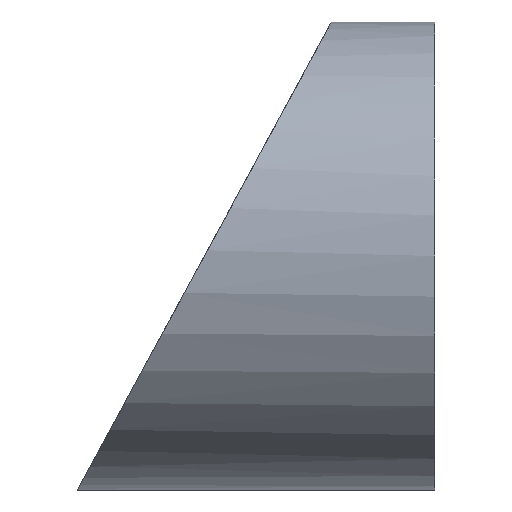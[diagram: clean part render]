
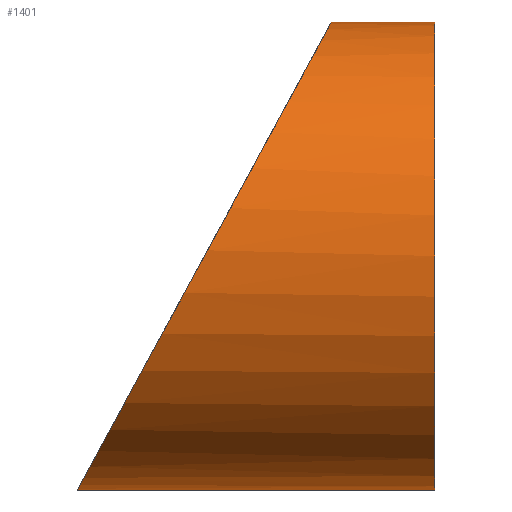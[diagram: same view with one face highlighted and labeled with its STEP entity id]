
A CAD part, left-side view. The second image highlights one B-rep face of the part: STEP entity #1401.
In plain terms, the highlighted cylindrical face has radius 6 mm (diameter 12 mm), a partial arc.
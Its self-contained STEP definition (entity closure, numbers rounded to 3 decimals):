
#200 = CARTESIAN_POINT ( 'NONE',  ( 0., 0., 6. ) ) ;
#459 = VERTEX_POINT ( 'NONE', #200 ) ;
#776 = VECTOR ( 'NONE', #2605, 1000. ) ;
#1259 = CARTESIAN_POINT ( 'NONE',  ( 0., 15., 6. ) ) ;
#1350 = EDGE_CURVE ( 'NONE', #7890, #9695, #13490, .T. ) ;
#1401 = ADVANCED_FACE ( 'NONE', ( #9020 ), #10685, .T. ) ;
#2605 = DIRECTION ( 'NONE',  ( 0., -1., 0. ) ) ;
#2688 = AXIS2_PLACEMENT_3D ( 'NONE', #3980, #7255, #4021 ) ;
#2885 = CARTESIAN_POINT ( 'NONE',  ( 0., 2.643, 6. ) ) ;
#2969 = CARTESIAN_POINT ( 'NONE',  ( -12., 9.157, -6. ) ) ;
#3062 = LINE ( 'NONE', #1259, #8640 ) ;
#3240 = ORIENTED_EDGE ( 'NONE', *, *, #8103, .T. ) ;
#3696 = CARTESIAN_POINT ( 'NONE',  ( 0., 15., -6. ) ) ;
#3920 = CARTESIAN_POINT ( 'NONE',  ( 0., 9.157, -6. ) ) ;
#3980 = CARTESIAN_POINT ( 'NONE',  ( 0., 0., 0. ) ) ;
#4021 = DIRECTION ( 'NONE',  ( 0., 0., 1. ) ) ;
#4963 = CARTESIAN_POINT ( 'NONE',  ( -12., 2.643, 6. ) ) ;
#6210 = CIRCLE ( 'NONE', #2688, 6. ) ;
#7255 = DIRECTION ( 'NONE',  ( 0., 1., 0. ) ) ;
#7405 = ORIENTED_EDGE ( 'NONE', *, *, #10118, .F. ) ;
#7587 = CARTESIAN_POINT ( 'NONE',  ( 0., 15., 0. ) ) ;
#7890 = VERTEX_POINT ( 'NONE', #8697 ) ;
#8103 = EDGE_CURVE ( 'NONE', #9695, #13171, #8454, .T. ) ;
#8454 = LINE ( 'NONE', #3696, #776 ) ;
#8588 = DIRECTION ( 'NONE',  ( 0., -1., 0. ) ) ;
#8640 = VECTOR ( 'NONE', #8664, 1000. ) ;
#8664 = DIRECTION ( 'NONE',  ( 0., -1., 0. ) ) ;
#8697 = CARTESIAN_POINT ( 'NONE',  ( 0., 2.643, 6. ) ) ;
#9020 = FACE_OUTER_BOUND ( 'NONE', #9950, .T. ) ;
#9695 = VERTEX_POINT ( 'NONE', #13487 ) ;
#9950 = EDGE_LOOP ( 'NONE', ( #7405, #12169, #3240, #10228 ) ) ;
#10118 = EDGE_CURVE ( 'NONE', #7890, #459, #3062, .T. ) ;
#10228 = ORIENTED_EDGE ( 'NONE', *, *, #11622, .T. ) ;
#10650 = AXIS2_PLACEMENT_3D ( 'NONE', #7587, #8588, #10733 ) ;
#10685 = CYLINDRICAL_SURFACE ( 'NONE', #10650, 6. ) ;
#10733 = DIRECTION ( 'NONE',  ( 0., 0., -1. ) ) ;
#11622 = EDGE_CURVE ( 'NONE', #13171, #459, #6210, .T. ) ;
#11881 = CARTESIAN_POINT ( 'NONE',  ( 0., 0., -6. ) ) ;
#12169 = ORIENTED_EDGE ( 'NONE', *, *, #1350, .T. ) ;
#13171 = VERTEX_POINT ( 'NONE', #11881 ) ;
#13487 = CARTESIAN_POINT ( 'NONE',  ( 0., 9.157, -6. ) ) ;
#13490 =( BOUNDED_CURVE ( )  B_SPLINE_CURVE ( 3, ( #2885, #4963, #2969, #3920 ),
 .UNSPECIFIED., .F., .F. ) 
 B_SPLINE_CURVE_WITH_KNOTS ( ( 4, 4 ),
 ( 0., 3.142 ),
 .UNSPECIFIED. ) 
 CURVE ( )  GEOMETRIC_REPRESENTATION_ITEM ( )  RATIONAL_B_SPLINE_CURVE ( ( 1., 0.333, 0.333, 1. ) ) 
 REPRESENTATION_ITEM ( '' )  );
